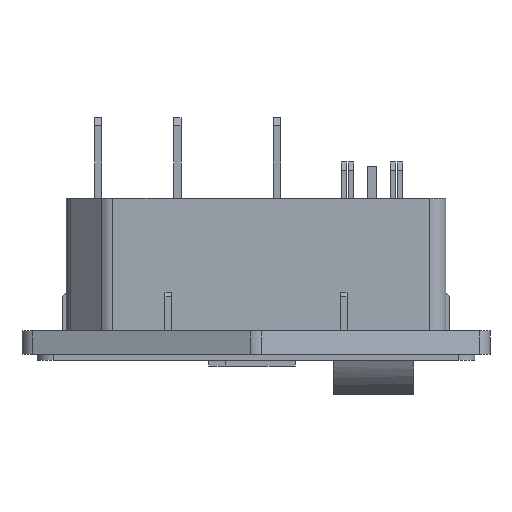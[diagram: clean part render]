
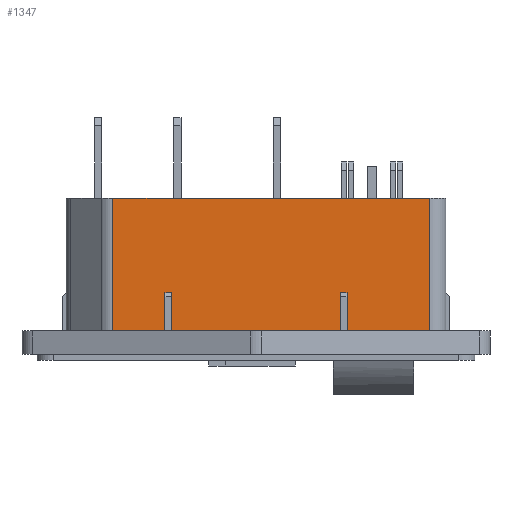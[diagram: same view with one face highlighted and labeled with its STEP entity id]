
A CAD part, left-side view. The second image highlights one B-rep face of the part: STEP entity #1347.
In plain terms, the highlighted planar face has unit normal (-1, 0, 0).
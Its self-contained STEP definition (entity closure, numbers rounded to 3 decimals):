
#118 = EDGE_CURVE ( 'NONE', #814, #1267, #5836, .T. ) ;
#139 = ORIENTED_EDGE ( 'NONE', *, *, #894, .T. ) ;
#218 = DIRECTION ( 'NONE',  ( 0., -1., 0. ) ) ;
#248 = VECTOR ( 'NONE', #1785, 1000. ) ;
#341 = LINE ( 'NONE', #5395, #4393 ) ;
#414 = ORIENTED_EDGE ( 'NONE', *, *, #565, .F. ) ;
#511 = VECTOR ( 'NONE', #2093, 1000. ) ;
#553 = VERTEX_POINT ( 'NONE', #4856 ) ;
#565 = EDGE_CURVE ( 'NONE', #553, #2633, #3692, .T. ) ;
#582 = CARTESIAN_POINT ( 'NONE',  ( -13.515, -10.525, 0. ) ) ;
#636 = VERTEX_POINT ( 'NONE', #5118 ) ;
#677 = VECTOR ( 'NONE', #218, 1000. ) ;
#732 = LINE ( 'NONE', #6222, #3359 ) ;
#814 = VERTEX_POINT ( 'NONE', #6735 ) ;
#844 = ORIENTED_EDGE ( 'NONE', *, *, #2140, .F. ) ;
#894 = EDGE_CURVE ( 'NONE', #5974, #6769, #1606, .T. ) ;
#961 = DIRECTION ( 'NONE',  ( 0., 0., -1. ) ) ;
#1001 = CARTESIAN_POINT ( 'NONE',  ( -13.515, -23.625, 0. ) ) ;
#1085 = DIRECTION ( 'NONE',  ( 0., -1., 0. ) ) ;
#1201 = DIRECTION ( 'NONE',  ( 0., 0., -1. ) ) ;
#1267 = VERTEX_POINT ( 'NONE', #2067 ) ;
#1292 = ORIENTED_EDGE ( 'NONE', *, *, #4874, .T. ) ;
#1347 = ADVANCED_FACE ( 'NONE', ( #2927 ), #1515, .F. ) ;
#1349 = CARTESIAN_POINT ( 'NONE',  ( -13.515, -23.625, 0. ) ) ;
#1407 = CARTESIAN_POINT ( 'NONE',  ( -13.515, 11.325, 4.75 ) ) ;
#1430 = VECTOR ( 'NONE', #1708, 1000. ) ;
#1515 = PLANE ( 'NONE',  #5383 ) ;
#1565 = DIRECTION ( 'NONE',  ( 1., 0., 0. ) ) ;
#1585 = VECTOR ( 'NONE', #1887, 1000. ) ;
#1606 = LINE ( 'NONE', #5371, #1430 ) ;
#1653 = VERTEX_POINT ( 'NONE', #6083 ) ;
#1708 = DIRECTION ( 'NONE',  ( 0., -1., 0. ) ) ;
#1726 = DIRECTION ( 'NONE',  ( 0., -1., 0. ) ) ;
#1785 = DIRECTION ( 'NONE',  ( 0., 0., 1. ) ) ;
#1847 = VERTEX_POINT ( 'NONE', #3566 ) ;
#1887 = DIRECTION ( 'NONE',  ( 0., -1., 0. ) ) ;
#2067 = CARTESIAN_POINT ( 'NONE',  ( -13.515, -21.625, 16.5 ) ) ;
#2086 = ORIENTED_EDGE ( 'NONE', *, *, #4845, .T. ) ;
#2093 = DIRECTION ( 'NONE',  ( 0., 0., -1. ) ) ;
#2140 = EDGE_CURVE ( 'NONE', #1653, #1267, #341, .T. ) ;
#2239 = ORIENTED_EDGE ( 'NONE', *, *, #118, .T. ) ;
#2317 = EDGE_LOOP ( 'NONE', ( #414, #5208, #1292, #2086, #2239, #844, #2481, #4168, #3442, #139, #2485, #4884 ) ) ;
#2384 = CARTESIAN_POINT ( 'NONE',  ( -13.515, -10.525, 4.25 ) ) ;
#2481 = ORIENTED_EDGE ( 'NONE', *, *, #3737, .T. ) ;
#2485 = ORIENTED_EDGE ( 'NONE', *, *, #2551, .T. ) ;
#2504 = CARTESIAN_POINT ( 'NONE',  ( -13.515, -11.325, 0. ) ) ;
#2525 = CARTESIAN_POINT ( 'NONE',  ( -13.515, 11.325, 4.25 ) ) ;
#2551 = EDGE_CURVE ( 'NONE', #6769, #636, #4546, .T. ) ;
#2633 = VERTEX_POINT ( 'NONE', #582 ) ;
#2709 = LINE ( 'NONE', #4678, #5132 ) ;
#2778 = LINE ( 'NONE', #4736, #3987 ) ;
#2913 = EDGE_CURVE ( 'NONE', #553, #1847, #3783, .T. ) ;
#2927 = FACE_OUTER_BOUND ( 'NONE', #2317, .T. ) ;
#3359 = VECTOR ( 'NONE', #5705, 1000. ) ;
#3378 = CARTESIAN_POINT ( 'NONE',  ( -13.515, -23.625, 4.75 ) ) ;
#3407 = LINE ( 'NONE', #2525, #4801 ) ;
#3442 = ORIENTED_EDGE ( 'NONE', *, *, #6067, .F. ) ;
#3566 = CARTESIAN_POINT ( 'NONE',  ( -13.515, -11.325, 4.75 ) ) ;
#3626 = DIRECTION ( 'NONE',  ( 0., 0., -1. ) ) ;
#3692 = LINE ( 'NONE', #2384, #5080 ) ;
#3737 = EDGE_CURVE ( 'NONE', #1653, #3818, #732, .T. ) ;
#3783 = LINE ( 'NONE', #3378, #677 ) ;
#3818 = VERTEX_POINT ( 'NONE', #4169 ) ;
#3915 = VECTOR ( 'NONE', #5181, 1000. ) ;
#3987 = VECTOR ( 'NONE', #1085, 1000. ) ;
#4168 = ORIENTED_EDGE ( 'NONE', *, *, #6330, .T. ) ;
#4169 = CARTESIAN_POINT ( 'NONE',  ( -13.515, 17.797, 0. ) ) ;
#4393 = VECTOR ( 'NONE', #1726, 1000. ) ;
#4546 = LINE ( 'NONE', #5211, #511 ) ;
#4678 = CARTESIAN_POINT ( 'NONE',  ( -13.515, -11.325, 4.25 ) ) ;
#4700 = CARTESIAN_POINT ( 'NONE',  ( -13.515, -23.625, 16.5 ) ) ;
#4736 = CARTESIAN_POINT ( 'NONE',  ( -13.515, -23.625, 0. ) ) ;
#4801 = VECTOR ( 'NONE', #961, 1000. ) ;
#4845 = EDGE_CURVE ( 'NONE', #5983, #814, #5304, .T. ) ;
#4856 = CARTESIAN_POINT ( 'NONE',  ( -13.515, -10.525, 4.75 ) ) ;
#4874 = EDGE_CURVE ( 'NONE', #1847, #5983, #2709, .T. ) ;
#4884 = ORIENTED_EDGE ( 'NONE', *, *, #5592, .T. ) ;
#5080 = VECTOR ( 'NONE', #1201, 1000. ) ;
#5118 = CARTESIAN_POINT ( 'NONE',  ( -13.515, 10.525, 0. ) ) ;
#5132 = VECTOR ( 'NONE', #3626, 1000. ) ;
#5181 = DIRECTION ( 'NONE',  ( 0., -1., 0. ) ) ;
#5208 = ORIENTED_EDGE ( 'NONE', *, *, #2913, .T. ) ;
#5211 = CARTESIAN_POINT ( 'NONE',  ( -13.515, 10.525, 4.25 ) ) ;
#5229 = DIRECTION ( 'NONE',  ( 0., 0., -1. ) ) ;
#5304 = LINE ( 'NONE', #1001, #3915 ) ;
#5371 = CARTESIAN_POINT ( 'NONE',  ( -13.515, 10.525, 4.75 ) ) ;
#5383 = AXIS2_PLACEMENT_3D ( 'NONE', #4700, #1565, #5229 ) ;
#5388 = VERTEX_POINT ( 'NONE', #6652 ) ;
#5395 = CARTESIAN_POINT ( 'NONE',  ( -13.515, -23.625, 16.5 ) ) ;
#5592 = EDGE_CURVE ( 'NONE', #636, #2633, #2778, .T. ) ;
#5705 = DIRECTION ( 'NONE',  ( 0., 0., -1. ) ) ;
#5766 = LINE ( 'NONE', #1349, #1585 ) ;
#5836 = LINE ( 'NONE', #6415, #248 ) ;
#5974 = VERTEX_POINT ( 'NONE', #1407 ) ;
#5983 = VERTEX_POINT ( 'NONE', #2504 ) ;
#6067 = EDGE_CURVE ( 'NONE', #5974, #5388, #3407, .T. ) ;
#6083 = CARTESIAN_POINT ( 'NONE',  ( -13.515, 17.797, 16.5 ) ) ;
#6222 = CARTESIAN_POINT ( 'NONE',  ( -13.515, 17.797, 0. ) ) ;
#6330 = EDGE_CURVE ( 'NONE', #3818, #5388, #5766, .T. ) ;
#6387 = CARTESIAN_POINT ( 'NONE',  ( -13.515, 10.525, 4.75 ) ) ;
#6415 = CARTESIAN_POINT ( 'NONE',  ( -13.515, -21.625, 16.5 ) ) ;
#6652 = CARTESIAN_POINT ( 'NONE',  ( -13.515, 11.325, 0. ) ) ;
#6735 = CARTESIAN_POINT ( 'NONE',  ( -13.515, -21.625, 0. ) ) ;
#6769 = VERTEX_POINT ( 'NONE', #6387 ) ;
